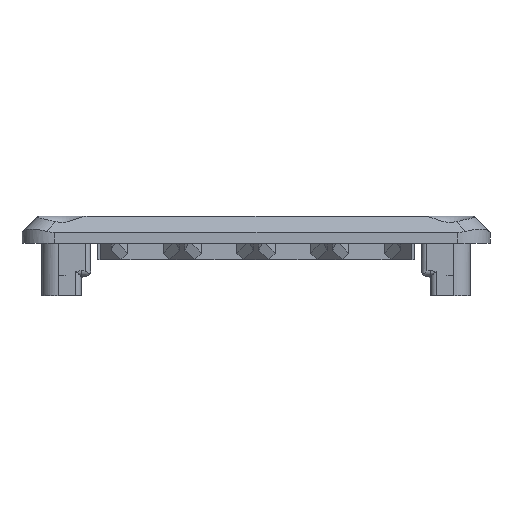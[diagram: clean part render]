
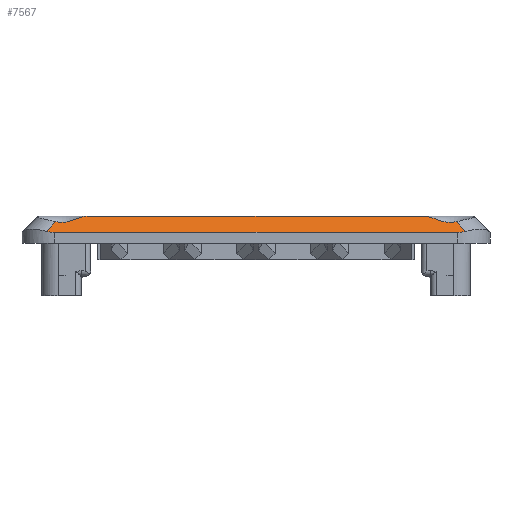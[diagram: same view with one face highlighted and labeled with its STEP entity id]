
A CAD part, left-side view. The second image highlights one B-rep face of the part: STEP entity #7567.
In plain terms, the highlighted planar face has unit normal (-0.707, 0, 0.707).
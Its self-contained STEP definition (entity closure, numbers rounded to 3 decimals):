
#148=ELLIPSE('',#8172,8.485,6.);
#149=ELLIPSE('',#8173,8.485,6.);
#351=B_SPLINE_CURVE_WITH_KNOTS('',3,(#12159,#12160,#12161,#12162,#12163,
#12164,#12165),.UNSPECIFIED.,.F.,.F.,(4,1,1,1,4),(0.,0.002,
0.003,0.005,0.006),
 .UNSPECIFIED.);
#352=B_SPLINE_CURVE_WITH_KNOTS('',3,(#12166,#12167,#12168,#12169,#12170,
#12171,#12172),.UNSPECIFIED.,.F.,.F.,(4,1,1,1,4),(0.,
0.002,0.003,0.005,0.006),
 .UNSPECIFIED.);
#1480=ORIENTED_EDGE('',*,*,#3842,.T.);
#1481=ORIENTED_EDGE('',*,*,#3843,.T.);
#1482=ORIENTED_EDGE('',*,*,#3560,.F.);
#1483=ORIENTED_EDGE('',*,*,#3844,.T.);
#1484=ORIENTED_EDGE('',*,*,#3845,.T.);
#1485=ORIENTED_EDGE('',*,*,#3846,.T.);
#1486=ORIENTED_EDGE('',*,*,#3814,.F.);
#1487=ORIENTED_EDGE('',*,*,#3847,.T.);
#3560=EDGE_CURVE('',#4763,#4764,#5442,.T.);
#3814=EDGE_CURVE('',#4988,#4989,#5579,.T.);
#3842=EDGE_CURVE('',#5008,#5009,#5603,.T.);
#3843=EDGE_CURVE('',#5009,#4764,#351,.T.);
#3844=EDGE_CURVE('',#4763,#5010,#352,.T.);
#3845=EDGE_CURVE('',#5010,#5011,#5604,.F.);
#3846=EDGE_CURVE('',#5011,#4989,#148,.T.);
#3847=EDGE_CURVE('',#4988,#5008,#149,.T.);
#4763=VERTEX_POINT('',#11378);
#4764=VERTEX_POINT('',#11379);
#4988=VERTEX_POINT('',#12095);
#4989=VERTEX_POINT('',#12097);
#5008=VERTEX_POINT('',#12157);
#5009=VERTEX_POINT('',#12158);
#5010=VERTEX_POINT('',#12173);
#5011=VERTEX_POINT('',#12175);
#5442=LINE('',#11377,#5941);
#5579=LINE('',#12096,#6078);
#5603=LINE('',#12156,#6102);
#5604=LINE('',#12174,#6103);
#5941=VECTOR('',#9120,1000.);
#6078=VECTOR('',#9457,1000.);
#6102=VECTOR('',#9499,1000.);
#6103=VECTOR('',#9500,1000.);
#6431=EDGE_LOOP('',(#1480,#1481,#1482,#1483,#1484,#1485,#1486,#1487));
#6908=FACE_BOUND('',#6431,.T.);
#7356=PLANE('',#8171);
#7567=ADVANCED_FACE('',(#6908),#7356,.T.);
#8171=AXIS2_PLACEMENT_3D('',#12155,#9497,#9498);
#8172=AXIS2_PLACEMENT_3D('',#12176,#9501,#9502);
#8173=AXIS2_PLACEMENT_3D('',#12177,#9503,#9504);
#9120=DIRECTION('',(0.,-1.,0.));
#9457=DIRECTION('',(0.,1.,0.));
#9497=DIRECTION('',(-0.707,0.,0.707));
#9498=DIRECTION('',(0.,-1.,0.));
#9499=DIRECTION('',(0.577,0.577,0.577));
#9500=DIRECTION('',(0.577,-0.577,0.577));
#9501=DIRECTION('',(-0.707,0.,0.707));
#9502=DIRECTION('',(0.707,0.,0.707));
#9503=DIRECTION('',(-0.707,0.,0.707));
#9504=DIRECTION('',(0.707,0.,0.707));
#11377=CARTESIAN_POINT('',(-61.3,-42.8,0.));
#11378=CARTESIAN_POINT('',(-61.3,30.78,0.));
#11379=CARTESIAN_POINT('',(-61.3,-30.78,0.));
#12095=CARTESIAN_POINT('',(-64.3,-36.8,-3.));
#12096=CARTESIAN_POINT('',(-64.3,42.8,-3.));
#12097=CARTESIAN_POINT('',(-64.3,36.8,-3.));
#12155=CARTESIAN_POINT('',(-64.3,-42.8,-3.));
#12156=CARTESIAN_POINT('',(-65.714,-39.972,-4.414));
#12157=CARTESIAN_POINT('',(-64.096,-38.353,-2.796));
#12158=CARTESIAN_POINT('',(-62.329,-36.586,-1.029));
#12159=CARTESIAN_POINT('',(-62.329,-36.586,-1.029));
#12160=CARTESIAN_POINT('',(-62.431,-36.091,-1.131));
#12161=CARTESIAN_POINT('',(-62.503,-35.057,-1.203));
#12162=CARTESIAN_POINT('',(-62.142,-33.58,-0.842));
#12163=CARTESIAN_POINT('',(-61.594,-32.262,-0.294));
#12164=CARTESIAN_POINT('',(-61.3,-31.292,0.));
#12165=CARTESIAN_POINT('',(-61.3,-30.78,0.));
#12166=CARTESIAN_POINT('',(-61.3,30.78,0.));
#12167=CARTESIAN_POINT('',(-61.3,31.3,0.));
#12168=CARTESIAN_POINT('',(-61.592,32.251,-0.292));
#12169=CARTESIAN_POINT('',(-62.14,33.574,-0.84));
#12170=CARTESIAN_POINT('',(-62.503,35.05,-1.203));
#12171=CARTESIAN_POINT('',(-62.43,36.094,-1.13));
#12172=CARTESIAN_POINT('',(-62.329,36.586,-1.029));
#12173=CARTESIAN_POINT('',(-62.329,36.586,-1.029));
#12174=CARTESIAN_POINT('',(-37.181,11.438,24.119));
#12175=CARTESIAN_POINT('',(-64.096,38.353,-2.796));
#12176=CARTESIAN_POINT('',(-58.3,36.8,3.));
#12177=CARTESIAN_POINT('',(-58.3,-36.8,3.));
